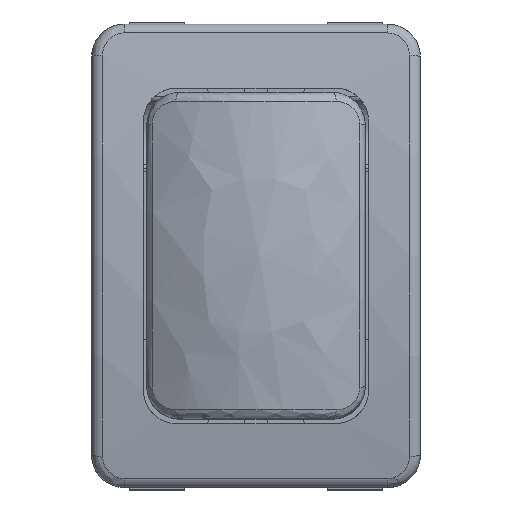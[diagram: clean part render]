
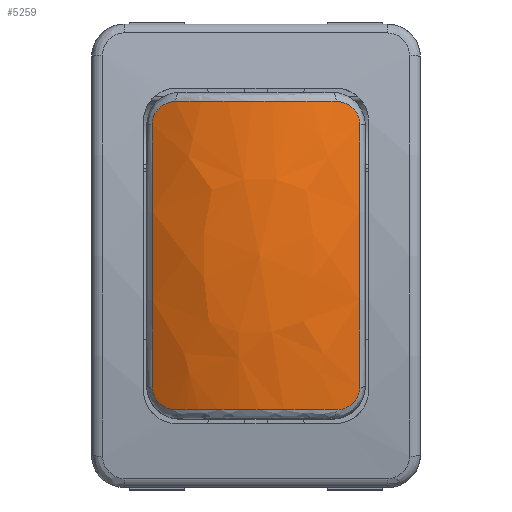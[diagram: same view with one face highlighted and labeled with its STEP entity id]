
A CAD part, top view. The second image highlights one B-rep face of the part: STEP entity #5259.
In plain terms, the highlighted free-form (B-spline) face has degree [2, 2] with [3, 5] control points.
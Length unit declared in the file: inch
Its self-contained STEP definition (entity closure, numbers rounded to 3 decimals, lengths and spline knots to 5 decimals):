
#4669=CARTESIAN_POINT('',(-0.18498,-0.23491,0.81846));
#4670=VERTEX_POINT('',#4669);
#4691=CARTESIAN_POINT('',(-0.14341,-0.27488,0.83253));
#4692=VERTEX_POINT('',#4691);
#4700=CARTESIAN_POINT('',(-0.14341,-0.27488,0.83253));
#4701=CARTESIAN_POINT('',(-0.15228,-0.27485,0.82877));
#4702=CARTESIAN_POINT('',(-0.16724,-0.27018,0.8225));
#4703=CARTESIAN_POINT('',(-0.18192,-0.25345,0.8173));
#4704=CARTESIAN_POINT('',(-0.18498,-0.24098,0.81752));
#4705=CARTESIAN_POINT('',(-0.18498,-0.23491,0.81846));
#4706=B_SPLINE_CURVE_WITH_KNOTS('',3,(#4700,#4701,#4702,#4703,#4704,#4705),.UNSPECIFIED.,.F.,.U.,(4,1,1,4),(-0.16214,-0.09265,-0.04632,0.0),.UNSPECIFIED.);
#4707=EDGE_CURVE('',#4692,#4670,#4706,.T.);
#4749=CARTESIAN_POINT('',(0.14341,-0.27488,0.83253));
#4750=VERTEX_POINT('',#4749);
#4758=CARTESIAN_POINT('',(0.14341,-0.27488,0.83253));
#4759=CARTESIAN_POINT('',(0.10482,-0.275,0.84889));
#4760=CARTESIAN_POINT('',(0.00822,-0.27516,0.87175));
#4761=CARTESIAN_POINT('',(-0.09195,-0.27504,0.85434));
#4762=CARTESIAN_POINT('',(-0.14341,-0.27488,0.83253));
#4763=B_SPLINE_CURVE_WITH_KNOTS('',3,(#4758,#4759,#4760,#4761,#4762),.UNSPECIFIED.,.F.,.U.,(4,1,4),(-0.70608,-0.40347,0.),.UNSPECIFIED.);
#4764=EDGE_CURVE('',#4750,#4692,#4763,.T.);
#4790=CARTESIAN_POINT('',(-0.18498,0.23492,0.81832));
#4791=VERTEX_POINT('',#4790);
#4809=CARTESIAN_POINT('',(-0.18498,-0.00022,0.07089));
#4810=DIRECTION('',(-1.0,0.0,0.0));
#4811=DIRECTION('',(0.0,-1.,0.));
#4812=AXIS2_PLACEMENT_3D('',#4809,#4810,#4811);
#4813=ELLIPSE('',#4812,1.08716,0.76558);
#4814=EDGE_CURVE('',#4670,#4791,#4813,.T.);
#4862=CARTESIAN_POINT('',(0.18498,-0.23491,0.81846));
#4863=VERTEX_POINT('',#4862);
#4871=CARTESIAN_POINT('',(0.18498,-0.23491,0.81846));
#4872=CARTESIAN_POINT('',(0.18498,-0.24098,0.81752));
#4873=CARTESIAN_POINT('',(0.18345,-0.24721,0.81741));
#4874=CARTESIAN_POINT('',(0.17774,-0.25821,0.81878));
#4875=CARTESIAN_POINT('',(0.17356,-0.26298,0.82026));
#4876=CARTESIAN_POINT('',(0.16129,-0.27203,0.825));
#4877=CARTESIAN_POINT('',(0.15227,-0.27485,0.82877));
#4878=CARTESIAN_POINT('',(0.14341,-0.27488,0.83253));
#4879=B_SPLINE_CURVE_WITH_KNOTS('',3,(#4871,#4872,#4873,#4874,#4875,#4876,#4877,#4878),.UNSPECIFIED.,.F.,.U.,(4,2,2,4),(-0.16203,-0.11574,-0.06944,0.0),.UNSPECIFIED.);
#4880=EDGE_CURVE('',#4863,#4750,#4879,.T.);
#4916=CARTESIAN_POINT('',(-0.14341,0.27489,0.83236));
#4917=VERTEX_POINT('',#4916);
#4937=CARTESIAN_POINT('',(-0.18498,0.23492,0.81832));
#4938=CARTESIAN_POINT('',(-0.18498,0.23947,0.81761));
#4939=CARTESIAN_POINT('',(-0.18331,0.24873,0.81708));
#4940=CARTESIAN_POINT('',(-0.17186,0.26778,0.82035));
#4941=CARTESIAN_POINT('',(-0.15523,0.27485,0.82735));
#4942=CARTESIAN_POINT('',(-0.14341,0.27489,0.83236));
#4943=B_SPLINE_CURVE_WITH_KNOTS('',3,(#4937,#4938,#4939,#4940,#4941,#4942),.UNSPECIFIED.,.F.,.U.,(4,1,1,4),(-0.16213,-0.12739,-0.09265,0.0),.UNSPECIFIED.);
#4944=EDGE_CURVE('',#4791,#4917,#4943,.T.);
#4980=CARTESIAN_POINT('',(0.18498,0.23492,0.81832));
#4981=VERTEX_POINT('',#4980);
#4989=CARTESIAN_POINT('',(0.18498,-0.00022,0.07089));
#4990=DIRECTION('',(1.0,0.0,0.0));
#4991=DIRECTION('',(0.0,-1.,0.));
#4992=AXIS2_PLACEMENT_3D('',#4989,#4990,#4991);
#4993=ELLIPSE('',#4992,1.08716,0.76558);
#4994=EDGE_CURVE('',#4981,#4863,#4993,.T.);
#5025=CARTESIAN_POINT('',(0.14341,0.27489,0.83236));
#5026=VERTEX_POINT('',#5025);
#5045=CARTESIAN_POINT('',(-0.14341,0.27489,0.83236));
#5046=CARTESIAN_POINT('',(-0.10482,0.27501,0.84872));
#5047=CARTESIAN_POINT('',(-0.00686,0.27517,0.87161));
#5048=CARTESIAN_POINT('',(0.09195,0.27505,0.85418));
#5049=CARTESIAN_POINT('',(0.14341,0.27489,0.83236));
#5050=B_SPLINE_CURVE_WITH_KNOTS('',3,(#5045,#5046,#5047,#5048,#5049),.UNSPECIFIED.,.F.,.U.,(4,1,4),(-0.70608,-0.40348,0.0),.UNSPECIFIED.);
#5051=EDGE_CURVE('',#4917,#5026,#5050,.T.);
#5098=CARTESIAN_POINT('',(0.14341,0.27489,0.83236));
#5099=CARTESIAN_POINT('',(0.15227,0.27486,0.82861));
#5100=CARTESIAN_POINT('',(0.16129,0.27204,0.82483));
#5101=CARTESIAN_POINT('',(0.17356,0.26299,0.82009));
#5102=CARTESIAN_POINT('',(0.17774,0.25822,0.81863));
#5103=CARTESIAN_POINT('',(0.18345,0.24722,0.81726));
#5104=CARTESIAN_POINT('',(0.18498,0.24099,0.81737));
#5105=CARTESIAN_POINT('',(0.18498,0.23492,0.81832));
#5106=B_SPLINE_CURVE_WITH_KNOTS('',3,(#5098,#5099,#5100,#5101,#5102,#5103,#5104,#5105),.UNSPECIFIED.,.F.,.U.,(4,2,2,4),(-0.16203,-0.09259,-0.04629,0.),.UNSPECIFIED.);
#5107=EDGE_CURVE('',#5026,#4981,#5106,.T.);
#5226=CARTESIAN_POINT('',(-0.18498,0.27141,0.81217));
#5227=CARTESIAN_POINT('',(0.,0.29027,0.91647));
#5228=CARTESIAN_POINT('',(0.18498,0.27141,0.81217));
#5229=CARTESIAN_POINT('',(-0.18498,0.13658,0.83658));
#5230=CARTESIAN_POINT('',(0.,0.14607,0.94258));
#5231=CARTESIAN_POINT('',(0.18498,0.13658,0.83658));
#5232=CARTESIAN_POINT('',(-0.18498,-0.00044,0.83659));
#5233=CARTESIAN_POINT('',(0.,-0.00047,0.94258));
#5234=CARTESIAN_POINT('',(0.18498,-0.00044,0.83659));
#5235=CARTESIAN_POINT('',(-0.18498,-0.13701,0.83659));
#5236=CARTESIAN_POINT('',(0.,-0.14652,0.94258));
#5237=CARTESIAN_POINT('',(0.18498,-0.13701,0.83659));
#5238=CARTESIAN_POINT('',(-0.18498,-0.2714,0.81233));
#5239=CARTESIAN_POINT('',(0.,-0.29025,0.91664));
#5240=CARTESIAN_POINT('',(0.18498,-0.2714,0.81233));
#5248=(BOUNDED_SURFACE()B_SPLINE_SURFACE(2,2,((#5226,#5229,#5232,#5235,#5238),(#5227,#5230,#5233,#5236,#5239),(#5228,#5231,#5234,#5237,#5240)),.UNSPECIFIED.,.F.,.F.,.F.)B_SPLINE_SURFACE_WITH_KNOTS((3,3),(3,2,3),(2.07001,3.11065),(1.39164,1.57079,1.74935),.UNSPECIFIED.)GEOMETRIC_REPRESENTATION_ITEM()RATIONAL_B_SPLINE_SURFACE(((0.816,0.84,0.871,0.84,0.817),(0.754,0.776,0.805,0.776,0.754),(0.925,0.952,0.988,0.952,0.926)))REPRESENTATION_ITEM('')SURFACE());
#5249=ORIENTED_EDGE('',*,*,#4707,.F.);
#5250=ORIENTED_EDGE('',*,*,#4764,.F.);
#5251=ORIENTED_EDGE('',*,*,#4880,.F.);
#5252=ORIENTED_EDGE('',*,*,#4994,.F.);
#5253=ORIENTED_EDGE('',*,*,#5107,.F.);
#5254=ORIENTED_EDGE('',*,*,#5051,.F.);
#5255=ORIENTED_EDGE('',*,*,#4944,.F.);
#5256=ORIENTED_EDGE('',*,*,#4814,.F.);
#5257=EDGE_LOOP('',(#5249,#5250,#5251,#5252,#5253,#5254,#5255,#5256));
#5258=FACE_OUTER_BOUND('',#5257,.T.);
#5259=ADVANCED_FACE('',(#5258),#5248,.F.);
